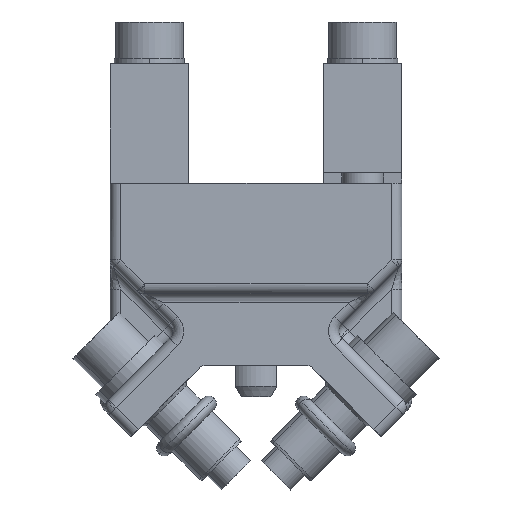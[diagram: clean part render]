
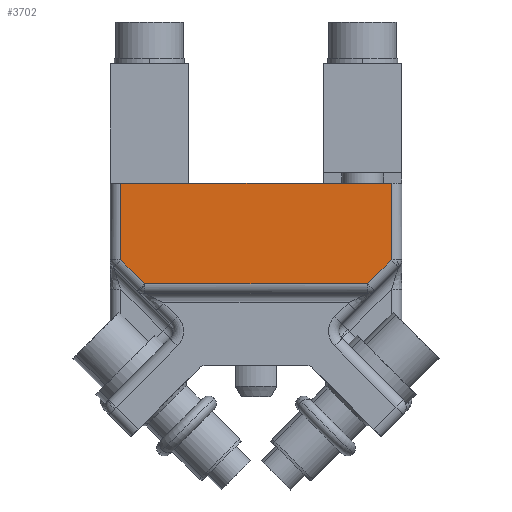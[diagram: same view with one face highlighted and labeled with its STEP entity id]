
A CAD part, left-side view. The second image highlights one B-rep face of the part: STEP entity #3702.
In plain terms, the highlighted planar face has unit normal (-1, 0, 0).
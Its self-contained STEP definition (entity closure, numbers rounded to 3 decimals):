
#3665=AXIS2_PLACEMENT_3D('Plane Axis2P3D',#3662,#3663,#3664) ;
#1379=CARTESIAN_POINT('Vertex',(-29.,26.,60.)) ;
#1382=CARTESIAN_POINT('Line Origine',(-29.,13.,60.)) ;
#1386=CARTESIAN_POINT('Vertex',(-29.,0.,60.)) ;
#1426=CARTESIAN_POINT('Vertex',(-29.,-26.,60.)) ;
#1434=CARTESIAN_POINT('Line Origine',(-29.,-13.,60.)) ;
#3256=CARTESIAN_POINT('Line Origine',(-29.,26.,41.231)) ;
#3260=CARTESIAN_POINT('Vertex',(-29.,26.,45.297)) ;
#3662=CARTESIAN_POINT('Axis2P3D Location',(-29.,0.,0.)) ;
#3667=CARTESIAN_POINT('Line Origine',(-29.,23.706,43.003)) ;
#3671=CARTESIAN_POINT('Vertex',(-29.,21.411,40.708)) ;
#3674=CARTESIAN_POINT('Line Origine',(-29.,0.,40.708)) ;
#3678=CARTESIAN_POINT('Vertex',(-29.,-21.411,40.708)) ;
#3681=CARTESIAN_POINT('Line Origine',(-29.,-23.706,43.003)) ;
#3685=CARTESIAN_POINT('Vertex',(-29.,-26.,45.297)) ;
#3688=CARTESIAN_POINT('Line Origine',(-29.,-26.,52.648)) ;
#1383=DIRECTION('Vector Direction',(0.,-1.,0.)) ;
#1435=DIRECTION('Vector Direction',(0.,-1.,0.)) ;
#3257=DIRECTION('Vector Direction',(0.,0.,1.)) ;
#3663=DIRECTION('Axis2P3D Direction',(1.,0.,0.)) ;
#3664=DIRECTION('Axis2P3D XDirection',(0.,1.,0.)) ;
#3668=DIRECTION('Vector Direction',(0.,0.707,0.707)) ;
#3675=DIRECTION('Vector Direction',(0.,1.,0.)) ;
#3682=DIRECTION('Vector Direction',(0.,0.707,-0.707)) ;
#3689=DIRECTION('Vector Direction',(0.,0.,1.)) ;
#1384=VECTOR('Line Direction',#1383,1.) ;
#1436=VECTOR('Line Direction',#1435,1.) ;
#3258=VECTOR('Line Direction',#3257,1.) ;
#3669=VECTOR('Line Direction',#3668,1.) ;
#3676=VECTOR('Line Direction',#3675,1.) ;
#3683=VECTOR('Line Direction',#3682,1.) ;
#3690=VECTOR('Line Direction',#3689,1.) ;
#3694=ORIENTED_EDGE('',*,*,#3673,.T.) ;
#3695=ORIENTED_EDGE('',*,*,#3680,.T.) ;
#3696=ORIENTED_EDGE('',*,*,#3687,.T.) ;
#3697=ORIENTED_EDGE('',*,*,#3692,.F.) ;
#3698=ORIENTED_EDGE('',*,*,#1438,.F.) ;
#3699=ORIENTED_EDGE('',*,*,#1388,.F.) ;
#3700=ORIENTED_EDGE('',*,*,#3262,.F.) ;
#3702=ADVANCED_FACE('PartBody',(#3701),#3666,.F.) ;
#1388=EDGE_CURVE('',#1380,#1387,#1385,.T.) ;
#1438=EDGE_CURVE('',#1387,#1427,#1437,.T.) ;
#3262=EDGE_CURVE('',#3261,#1380,#3259,.T.) ;
#3673=EDGE_CURVE('',#3261,#3672,#3670,.F.) ;
#3680=EDGE_CURVE('',#3672,#3679,#3677,.F.) ;
#3687=EDGE_CURVE('',#3679,#3686,#3684,.F.) ;
#3692=EDGE_CURVE('',#1427,#3686,#3691,.F.) ;
#3693=EDGE_LOOP('',(#3694,#3695,#3696,#3697,#3698,#3699,#3700)) ;
#3701=FACE_OUTER_BOUND('',#3693,.T.) ;
#1385=LINE('Line',#1382,#1384) ;
#1437=LINE('Line',#1434,#1436) ;
#3259=LINE('Line',#3256,#3258) ;
#3670=LINE('Line',#3667,#3669) ;
#3677=LINE('Line',#3674,#3676) ;
#3684=LINE('Line',#3681,#3683) ;
#3691=LINE('Line',#3688,#3690) ;
#3666=PLANE('',#3665) ;
#1380=VERTEX_POINT('',#1379) ;
#1387=VERTEX_POINT('',#1386) ;
#1427=VERTEX_POINT('',#1426) ;
#3261=VERTEX_POINT('',#3260) ;
#3672=VERTEX_POINT('',#3671) ;
#3679=VERTEX_POINT('',#3678) ;
#3686=VERTEX_POINT('',#3685) ;
